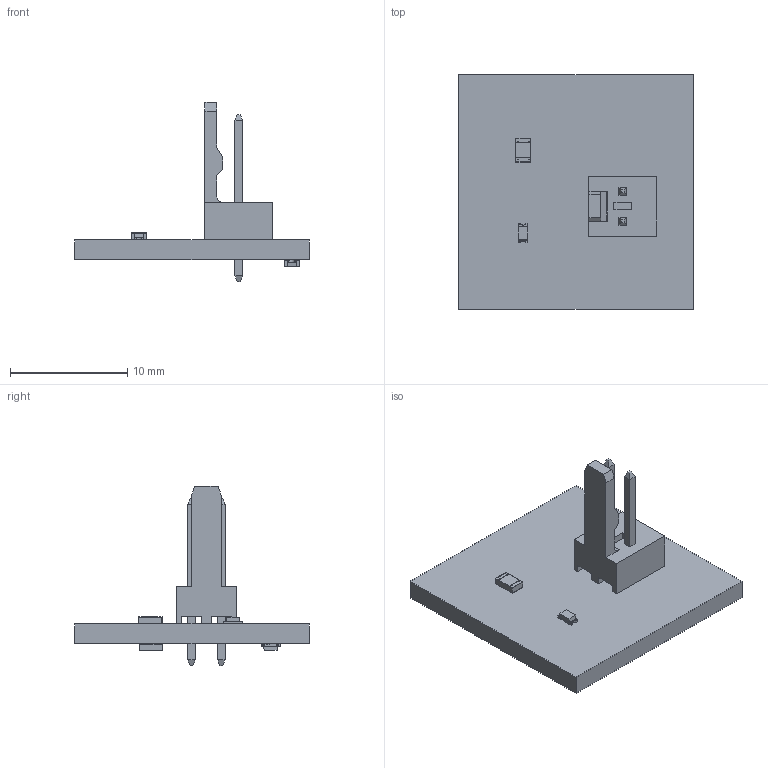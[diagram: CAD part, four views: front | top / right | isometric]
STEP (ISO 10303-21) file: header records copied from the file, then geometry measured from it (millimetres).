
FILE_DESCRIPTION(('Open CASCADE Model'),'2;1');
FILE_NAME('Open CASCADE Shape Model','2025-06-28T15:13:16',('Author'),( 'Open CASCADE'),'Open CASCADE STEP processor 7.5','Open CASCADE 7.5' ,'Unknown');
FILE_SCHEMA(('AUTOMOTIVE_DESIGN { 1 0 10303 214 1 1 1 1 }'));
Length unit declared in the file: millimetre
Products named in the file (13): PCB; Board; Open CASCADE STEP translator 7.5 2.1.1; R2; RESC2012X60N; D2; LSM0603453V; R1; j1; 022272021; Open CASCADE STEP translator 7.5 2.5.1.1; Open CASCADE STEP translator 7.5 2.5.1.2; D1
Assembly tree (14 placements, depth 4):
  PCB
    Board
      Open CASCADE STEP translator 7.5 2.1.1
    R2
      RESC2012X60N
    D2
      LSM0603453V
    R1
      RESC2012X60N
    j1
      022272021
        Open CASCADE STEP translator 7.5 2.5.1.1
        Open CASCADE STEP translator 7.5 2.5.1.2
    D1
      LSM0603453V
Bounding box: 20 x 20 x 15.26 mm (x, y, z)
Volume: 791.5 mm3; surface area: 1257 mm2
Topology: 22 solids, 22 shells, 343 faces, 873 edges, 582 vertices
Faces by surface type: plane 338, cylinder 5
Entity records: 6399 total; most frequent: CARTESIAN_POINT 1097, ORIENTED_EDGE 1042, DIRECTION 979, EDGE_CURVE 521, LINE 515, VECTOR 515, VERTEX_POINT 342, AXIS2_PLACEMENT_3D 232
